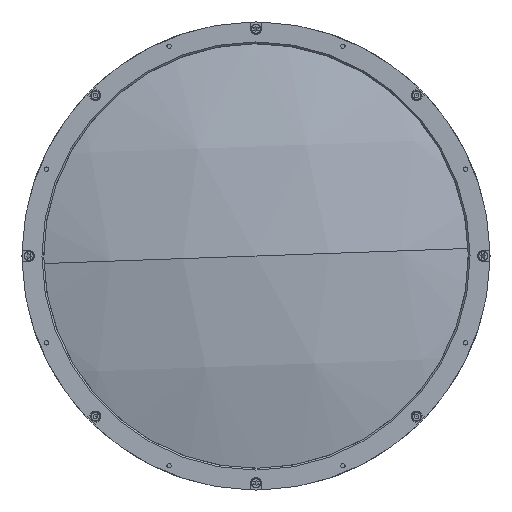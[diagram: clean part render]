
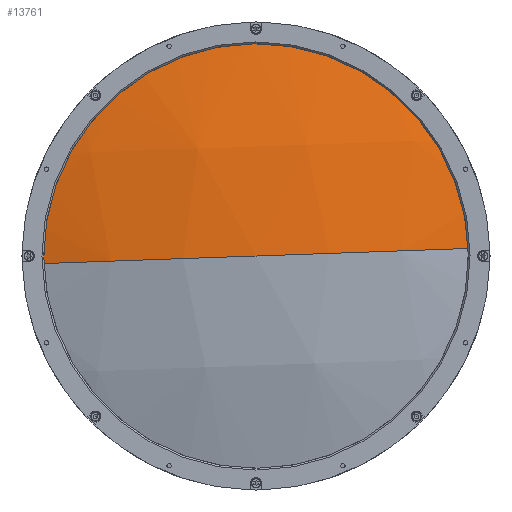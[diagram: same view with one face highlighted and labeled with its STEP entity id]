
A CAD part, left-side view. The second image highlights one B-rep face of the part: STEP entity #13761.
In plain terms, the highlighted spherical face has radius 448.8 mm.
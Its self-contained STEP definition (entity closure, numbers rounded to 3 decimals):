
#614 = CARTESIAN_POINT ( 'NONE',  ( -3.039, 0., 0. ) ) ;
#1312 = AXIS2_PLACEMENT_3D ( 'NONE', #15118, #2475, #12327 ) ;
#1564 = CARTESIAN_POINT ( 'NONE',  ( 14.72, 0., 0. ) ) ;
#2081 = EDGE_CURVE ( 'NONE', #3009, #15402, #12672, .T. ) ;
#2212 = CIRCLE ( 'NONE', #5061, 448.8 ) ;
#2475 = DIRECTION ( 'NONE',  ( 0., 0.035, 0.999 ) ) ;
#2575 = AXIS2_PLACEMENT_3D ( 'NONE', #6465, #16332, #7862 ) ;
#2577 = ORIENTED_EDGE ( 'NONE', *, *, #8206, .F. ) ;
#3009 = VERTEX_POINT ( 'NONE', #4502 ) ;
#3878 = DIRECTION ( 'NONE',  ( 0., 0.035, 0.999 ) ) ;
#4502 = CARTESIAN_POINT ( 'NONE',  ( 14.72, -124.922, 4.429 ) ) ;
#5061 = AXIS2_PLACEMENT_3D ( 'NONE', #15372, #6944, #16817 ) ;
#6465 = CARTESIAN_POINT ( 'NONE',  ( 445.761, 0., 0. ) ) ;
#6708 = FACE_OUTER_BOUND ( 'NONE', #15059, .T. ) ;
#6944 = DIRECTION ( 'NONE',  ( 0., -0.035, -0.999 ) ) ;
#7495 = CIRCLE ( 'NONE', #2575, 448.8 ) ;
#7862 = DIRECTION ( 'NONE',  ( 0., -0.999, 0.035 ) ) ;
#8206 = EDGE_CURVE ( 'NONE', #3009, #14743, #2212, .T. ) ;
#10377 = EDGE_CURVE ( 'NONE', #15402, #14743, #7495, .T. ) ;
#10776 = CARTESIAN_POINT ( 'NONE',  ( 14.72, 124.922, -4.429 ) ) ;
#12327 = DIRECTION ( 'NONE',  ( 0., -0.999, 0.035 ) ) ;
#12672 = CIRCLE ( 'NONE', #12702, 125. ) ;
#12702 = AXIS2_PLACEMENT_3D ( 'NONE', #1564, #13698, #3878 ) ;
#13510 = ORIENTED_EDGE ( 'NONE', *, *, #2081, .T. ) ;
#13698 = DIRECTION ( 'NONE',  ( -1., 0., 0. ) ) ;
#13761 = ADVANCED_FACE ( 'NONE', ( #6708 ), #14179, .T. ) ;
#14179 = SPHERICAL_SURFACE ( 'NONE', #1312, 448.8 ) ;
#14228 = ORIENTED_EDGE ( 'NONE', *, *, #10377, .T. ) ;
#14743 = VERTEX_POINT ( 'NONE', #614 ) ;
#15059 = EDGE_LOOP ( 'NONE', ( #13510, #14228, #2577 ) ) ;
#15118 = CARTESIAN_POINT ( 'NONE',  ( 445.761, 0., 0. ) ) ;
#15372 = CARTESIAN_POINT ( 'NONE',  ( 445.761, 0., 0. ) ) ;
#15402 = VERTEX_POINT ( 'NONE', #10776 ) ;
#16332 = DIRECTION ( 'NONE',  ( 0., 0.035, 0.999 ) ) ;
#16817 = DIRECTION ( 'NONE',  ( 0., 0.999, -0.035 ) ) ;
